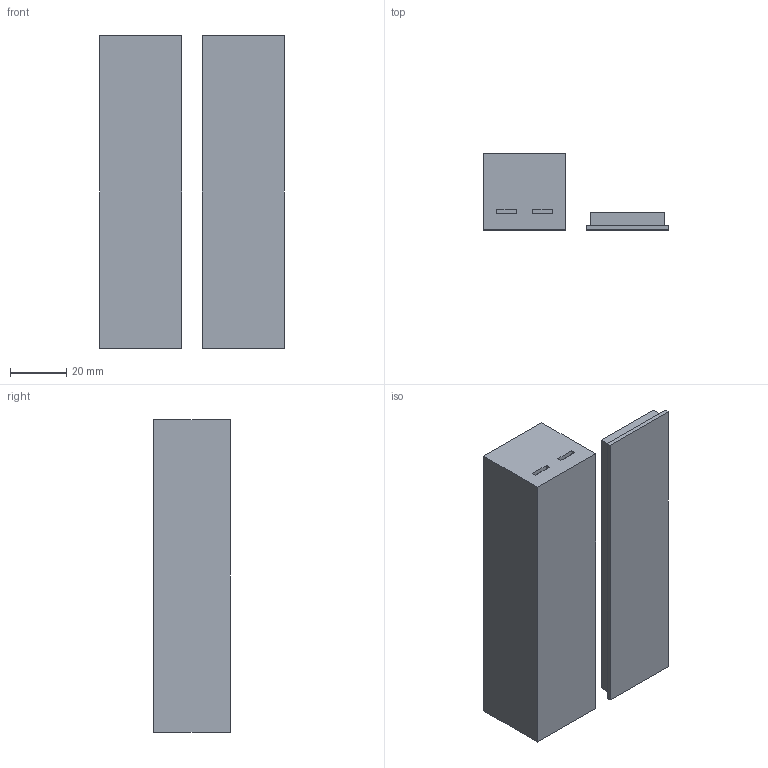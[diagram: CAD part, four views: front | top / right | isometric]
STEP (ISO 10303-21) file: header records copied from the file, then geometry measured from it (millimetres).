
FILE_DESCRIPTION(/* description */ (''),/* implementation_level */ '2;1');
FILE_NAME(/* name */ 'Moisture Stick Case v1.stp',/* time_stamp */ '2022-09-22T11:53:56+02:00',/* author */ (''),/* organization */ (''),/* preprocessor_version */ 'ST-DEVELOPER v19',/* originating_system */ 'Autodesk Translation Framework v11.7.0.108',/* authorisation */ '');
FILE_SCHEMA (('AUTOMOTIVE_DESIGN { 1 0 10303 214 3 1 1 }'));
Length unit declared in the file: millimetre
Products named in the file (1): Moisture Stick Case
Bounding box: 65.6 x 27 x 110.7 mm (x, y, z)
Volume: 24152.6 mm3; surface area: 30084.4 mm2
Topology: 2 solids, 2 shells, 61 faces, 168 edges, 112 vertices
Faces by surface type: plane 60, cylinder 1
Entity records: 1948 total; most frequent: CARTESIAN_POINT 342, ORIENTED_EDGE 336, DIRECTION 294, EDGE_CURVE 168, LINE 166, VECTOR 166, VERTEX_POINT 112, EDGE_LOOP 68
